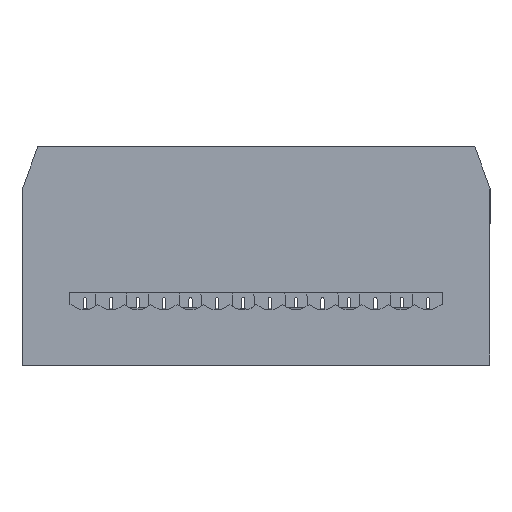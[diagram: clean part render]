
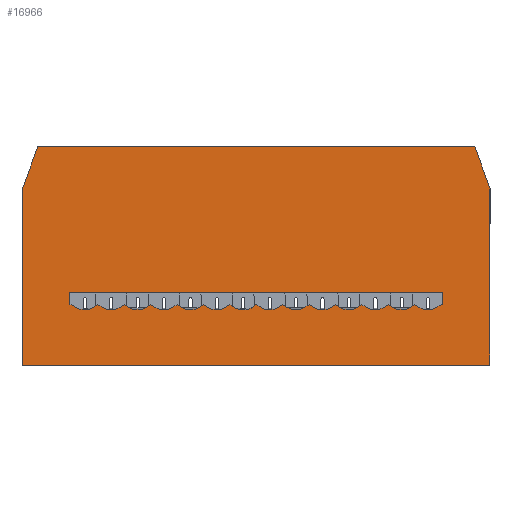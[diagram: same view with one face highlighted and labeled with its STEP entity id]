
A CAD part, top view. The second image highlights one B-rep face of the part: STEP entity #16966.
In plain terms, the highlighted planar face has unit normal (0, 0, 1).
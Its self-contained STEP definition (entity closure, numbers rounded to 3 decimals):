
#4521=CARTESIAN_POINT('',(6.7,6.5,3.5));
#4522=VERTEX_POINT('',#4521);
#4637=CARTESIAN_POINT('',(-14.32,6.5,3.5));
#4638=VERTEX_POINT('',#4637);
#4645=CARTESIAN_POINT('',(-14.32,6.5,3.5));
#4646=DIRECTION('',(1.,0.,0.));
#4647=VECTOR('',#4646,21.02);
#4648=LINE('',#4645,#4647);
#4649=EDGE_CURVE('',#4638,#4522,#4648,.T.);
#5223=CARTESIAN_POINT('',(7.43,4.5,3.5));
#5224=VERTEX_POINT('',#5223);
#5231=CARTESIAN_POINT('',(7.43,-4.,3.5));
#5232=VERTEX_POINT('',#5231);
#5233=CARTESIAN_POINT('',(7.43,4.5,3.5));
#5234=DIRECTION('',(0.,-1.,0.));
#5235=VECTOR('',#5234,8.5);
#5236=LINE('',#5233,#5235);
#5237=EDGE_CURVE('',#5224,#5232,#5236,.T.);
#5382=CARTESIAN_POINT('',(-15.05,4.5,3.5));
#5383=VERTEX_POINT('',#5382);
#5390=CARTESIAN_POINT('',(-14.32,6.5,3.5));
#5391=DIRECTION('',(-0.343,-0.939,0.));
#5392=VECTOR('',#5391,2.129);
#5393=LINE('',#5390,#5392);
#5394=EDGE_CURVE('',#4638,#5383,#5393,.T.);
#5412=CARTESIAN_POINT('',(7.43,4.5,3.5));
#5413=DIRECTION('',(-0.343,0.939,0.));
#5414=VECTOR('',#5413,2.129);
#5415=LINE('',#5412,#5414);
#5416=EDGE_CURVE('',#5224,#4522,#5415,.T.);
#6507=CARTESIAN_POINT('',(-15.05,-4.,3.5));
#6508=VERTEX_POINT('',#6507);
#6515=CARTESIAN_POINT('',(-15.05,4.5,3.5));
#6516=DIRECTION('',(0.,-1.,0.));
#6517=VECTOR('',#6516,8.5);
#6518=LINE('',#6515,#6517);
#6519=EDGE_CURVE('',#5383,#6508,#6518,.T.);
#13216=CARTESIAN_POINT('',(5.155,-0.5,3.5));
#13217=VERTEX_POINT('',#13216);
#13224=CARTESIAN_POINT('',(-12.775,-0.5,3.5));
#13225=VERTEX_POINT('',#13224);
#13226=CARTESIAN_POINT('',(5.155,-0.5,3.5));
#13227=DIRECTION('',(-1.,0.,0.));
#13228=VECTOR('',#13227,17.93);
#13229=LINE('',#13226,#13228);
#13230=EDGE_CURVE('',#13217,#13225,#13229,.T.);
#16780=CARTESIAN_POINT('',(-3.81,1.25,3.5));
#16781=DIRECTION('',(-1.,0.,0.));
#16782=DIRECTION('',(0.,0.,1.));
#16783=AXIS2_PLACEMENT_3D('',#16780,#16782,#16781);
#16784=PLANE('',#16783);
#16785=CARTESIAN_POINT('',(-15.05,-4.,3.5));
#16786=DIRECTION('',(1.,0.,0.));
#16787=VECTOR('',#16786,22.48);
#16788=LINE('',#16785,#16787);
#16789=EDGE_CURVE('',#6508,#5232,#16788,.T.);
#16790=ORIENTED_EDGE('',*,*,#16789,.T.);
#16791=ORIENTED_EDGE('',*,*,#5237,.F.);
#16792=ORIENTED_EDGE('',*,*,#5416,.T.);
#16793=ORIENTED_EDGE('',*,*,#4649,.F.);
#16794=ORIENTED_EDGE('',*,*,#5394,.T.);
#16795=ORIENTED_EDGE('',*,*,#6519,.T.);
#16796=EDGE_LOOP('',(#16790,#16791,#16792,#16793,#16794,#16795));
#16797=FACE_OUTER_BOUND('',#16796,.T.);
#16798=ORIENTED_EDGE('',*,*,#13230,.F.);
#16799=CARTESIAN_POINT('',(5.155,-1.1,3.5));
#16800=VERTEX_POINT('',#16799);
#16801=CARTESIAN_POINT('',(5.155,-0.5,3.5));
#16802=DIRECTION('',(0.,-1.,0.));
#16803=VECTOR('',#16802,0.6);
#16804=LINE('',#16801,#16803);
#16805=EDGE_CURVE('',#13217,#16800,#16804,.T.);
#16806=ORIENTED_EDGE('',*,*,#16805,.T.);
#16807=CARTESIAN_POINT('',(5.08,-1.1,3.5));
#16808=VERTEX_POINT('',#16807);
#16809=CARTESIAN_POINT('',(5.155,-1.1,3.5));
#16810=DIRECTION('',(-1.,0.,0.));
#16811=VECTOR('',#16810,0.075);
#16812=LINE('',#16809,#16811);
#16813=EDGE_CURVE('',#16800,#16808,#16812,.T.);
#16814=ORIENTED_EDGE('',*,*,#16813,.T.);
#16815=CARTESIAN_POINT('',(3.81,-1.1,3.5));
#16816=VERTEX_POINT('',#16815);
#16817=CARTESIAN_POINT('',(4.445,-0.419,3.5));
#16818=DIRECTION('',(0.682,-0.732,0.));
#16819=DIRECTION('',(0.,0.,-1.));
#16820=AXIS2_PLACEMENT_3D('',#16817,#16819,#16818);
#16821=CIRCLE('',#16820,0.931);
#16822=EDGE_CURVE('',#16808,#16816,#16821,.T.);
#16823=ORIENTED_EDGE('',*,*,#16822,.T.);
#16824=CARTESIAN_POINT('',(2.54,-1.1,3.5));
#16825=VERTEX_POINT('',#16824);
#16826=CARTESIAN_POINT('',(3.175,-0.419,3.5));
#16827=DIRECTION('',(0.682,-0.732,0.));
#16828=DIRECTION('',(0.,0.,-1.));
#16829=AXIS2_PLACEMENT_3D('',#16826,#16828,#16827);
#16830=CIRCLE('',#16829,0.931);
#16831=EDGE_CURVE('',#16816,#16825,#16830,.T.);
#16832=ORIENTED_EDGE('',*,*,#16831,.T.);
#16833=CARTESIAN_POINT('',(1.27,-1.1,3.5));
#16834=VERTEX_POINT('',#16833);
#16835=CARTESIAN_POINT('',(1.905,-0.419,3.5));
#16836=DIRECTION('',(0.682,-0.732,0.));
#16837=DIRECTION('',(0.,0.,-1.));
#16838=AXIS2_PLACEMENT_3D('',#16835,#16837,#16836);
#16839=CIRCLE('',#16838,0.931);
#16840=EDGE_CURVE('',#16825,#16834,#16839,.T.);
#16841=ORIENTED_EDGE('',*,*,#16840,.T.);
#16842=CARTESIAN_POINT('',(0.,-1.1,3.5));
#16843=VERTEX_POINT('',#16842);
#16844=CARTESIAN_POINT('',(0.635,-0.419,3.5));
#16845=DIRECTION('',(0.682,-0.732,0.));
#16846=DIRECTION('',(0.,0.,-1.));
#16847=AXIS2_PLACEMENT_3D('',#16844,#16846,#16845);
#16848=CIRCLE('',#16847,0.931);
#16849=EDGE_CURVE('',#16834,#16843,#16848,.T.);
#16850=ORIENTED_EDGE('',*,*,#16849,.T.);
#16851=CARTESIAN_POINT('',(-1.27,-1.1,3.5));
#16852=VERTEX_POINT('',#16851);
#16853=CARTESIAN_POINT('',(-0.635,-0.419,3.5));
#16854=DIRECTION('',(0.682,-0.732,0.));
#16855=DIRECTION('',(0.,0.,-1.));
#16856=AXIS2_PLACEMENT_3D('',#16853,#16855,#16854);
#16857=CIRCLE('',#16856,0.931);
#16858=EDGE_CURVE('',#16843,#16852,#16857,.T.);
#16859=ORIENTED_EDGE('',*,*,#16858,.T.);
#16860=CARTESIAN_POINT('',(-2.54,-1.1,3.5));
#16861=VERTEX_POINT('',#16860);
#16862=CARTESIAN_POINT('',(-1.905,-0.419,3.5));
#16863=DIRECTION('',(0.682,-0.732,0.));
#16864=DIRECTION('',(0.,0.,-1.));
#16865=AXIS2_PLACEMENT_3D('',#16862,#16864,#16863);
#16866=CIRCLE('',#16865,0.931);
#16867=EDGE_CURVE('',#16852,#16861,#16866,.T.);
#16868=ORIENTED_EDGE('',*,*,#16867,.T.);
#16869=CARTESIAN_POINT('',(-3.831,-1.08,3.5));
#16870=VERTEX_POINT('',#16869);
#16871=CARTESIAN_POINT('',(-3.175,-0.419,3.5));
#16872=DIRECTION('',(-0.704,-0.71,0.));
#16873=DIRECTION('',(-0.,0.,1.));
#16874=AXIS2_PLACEMENT_3D('',#16871,#16873,#16872);
#16875=CIRCLE('',#16874,0.931);
#16876=EDGE_CURVE('',#16870,#16861,#16875,.T.);
#16877=ORIENTED_EDGE('',*,*,#16876,.F.);
#16878=CARTESIAN_POINT('',(-4.199,-1.317,3.5));
#16879=VERTEX_POINT('',#16878);
#16880=CARTESIAN_POINT('',(-4.465,-0.5,3.5));
#16881=DIRECTION('',(0.31,-0.951,0.));
#16882=DIRECTION('',(0.,0.,1.));
#16883=AXIS2_PLACEMENT_3D('',#16880,#16882,#16881);
#16884=CIRCLE('',#16883,0.859);
#16885=EDGE_CURVE('',#16879,#16870,#16884,.T.);
#16886=ORIENTED_EDGE('',*,*,#16885,.F.);
#16887=CARTESIAN_POINT('',(-5.08,-1.1,3.5));
#16888=VERTEX_POINT('',#16887);
#16889=CARTESIAN_POINT('',(-4.445,-0.419,3.5));
#16890=DIRECTION('',(0.264,-0.965,0.));
#16891=DIRECTION('',(0.,0.,-1.));
#16892=AXIS2_PLACEMENT_3D('',#16889,#16891,#16890);
#16893=CIRCLE('',#16892,0.931);
#16894=EDGE_CURVE('',#16879,#16888,#16893,.T.);
#16895=ORIENTED_EDGE('',*,*,#16894,.T.);
#16896=CARTESIAN_POINT('',(-6.35,-1.1,3.5));
#16897=VERTEX_POINT('',#16896);
#16898=CARTESIAN_POINT('',(-5.715,-0.419,3.5));
#16899=DIRECTION('',(-0.682,-0.732,0.));
#16900=DIRECTION('',(-0.,0.,1.));
#16901=AXIS2_PLACEMENT_3D('',#16898,#16900,#16899);
#16902=CIRCLE('',#16901,0.931);
#16903=EDGE_CURVE('',#16897,#16888,#16902,.T.);
#16904=ORIENTED_EDGE('',*,*,#16903,.F.);
#16905=CARTESIAN_POINT('',(-7.62,-1.1,3.5));
#16906=VERTEX_POINT('',#16905);
#16907=CARTESIAN_POINT('',(-6.985,-0.419,3.5));
#16908=DIRECTION('',(-0.682,-0.732,0.));
#16909=DIRECTION('',(0.,-0.,1.));
#16910=AXIS2_PLACEMENT_3D('',#16907,#16909,#16908);
#16911=CIRCLE('',#16910,0.931);
#16912=EDGE_CURVE('',#16906,#16897,#16911,.T.);
#16913=ORIENTED_EDGE('',*,*,#16912,.F.);
#16914=CARTESIAN_POINT('',(-8.89,-1.1,3.5));
#16915=VERTEX_POINT('',#16914);
#16916=CARTESIAN_POINT('',(-8.255,-0.419,3.5));
#16917=DIRECTION('',(-0.682,-0.732,0.));
#16918=DIRECTION('',(0.,0.,1.));
#16919=AXIS2_PLACEMENT_3D('',#16916,#16918,#16917);
#16920=CIRCLE('',#16919,0.931);
#16921=EDGE_CURVE('',#16915,#16906,#16920,.T.);
#16922=ORIENTED_EDGE('',*,*,#16921,.F.);
#16923=CARTESIAN_POINT('',(-10.16,-1.1,3.5));
#16924=VERTEX_POINT('',#16923);
#16925=CARTESIAN_POINT('',(-9.525,-0.419,3.5));
#16926=DIRECTION('',(-0.682,-0.732,0.));
#16927=DIRECTION('',(0.,0.,1.));
#16928=AXIS2_PLACEMENT_3D('',#16925,#16927,#16926);
#16929=CIRCLE('',#16928,0.931);
#16930=EDGE_CURVE('',#16924,#16915,#16929,.T.);
#16931=ORIENTED_EDGE('',*,*,#16930,.F.);
#16932=CARTESIAN_POINT('',(-11.43,-1.1,3.5));
#16933=VERTEX_POINT('',#16932);
#16934=CARTESIAN_POINT('',(-10.795,-0.419,3.5));
#16935=DIRECTION('',(-0.682,-0.732,0.));
#16936=DIRECTION('',(0.,-0.,1.));
#16937=AXIS2_PLACEMENT_3D('',#16934,#16936,#16935);
#16938=CIRCLE('',#16937,0.931);
#16939=EDGE_CURVE('',#16933,#16924,#16938,.T.);
#16940=ORIENTED_EDGE('',*,*,#16939,.F.);
#16941=CARTESIAN_POINT('',(-12.7,-1.1,3.5));
#16942=VERTEX_POINT('',#16941);
#16943=CARTESIAN_POINT('',(-12.065,-0.419,3.5));
#16944=DIRECTION('',(-0.682,-0.732,0.));
#16945=DIRECTION('',(0.,0.,1.));
#16946=AXIS2_PLACEMENT_3D('',#16943,#16945,#16944);
#16947=CIRCLE('',#16946,0.931);
#16948=EDGE_CURVE('',#16942,#16933,#16947,.T.);
#16949=ORIENTED_EDGE('',*,*,#16948,.F.);
#16950=CARTESIAN_POINT('',(-12.775,-1.1,3.5));
#16951=VERTEX_POINT('',#16950);
#16952=CARTESIAN_POINT('',(-12.775,-1.1,3.5));
#16953=DIRECTION('',(1.,0.,0.));
#16954=VECTOR('',#16953,0.075);
#16955=LINE('',#16952,#16954);
#16956=EDGE_CURVE('',#16951,#16942,#16955,.T.);
#16957=ORIENTED_EDGE('',*,*,#16956,.F.);
#16958=CARTESIAN_POINT('',(-12.775,-0.5,3.5));
#16959=DIRECTION('',(0.,-1.,0.));
#16960=VECTOR('',#16959,0.6);
#16961=LINE('',#16958,#16960);
#16962=EDGE_CURVE('',#13225,#16951,#16961,.T.);
#16963=ORIENTED_EDGE('',*,*,#16962,.F.);
#16964=EDGE_LOOP('',(#16798,#16806,#16814,#16823,#16832,#16841,#16850,#16859,#16868,#16877,#16886,#16895,#16904,#16913,#16922,#16931,#16940,#16949,#16957,#16963));
#16965=FACE_BOUND('',#16964,.T.);
#16966=ADVANCED_FACE('',(#16797,#16965),#16784,.T.);
